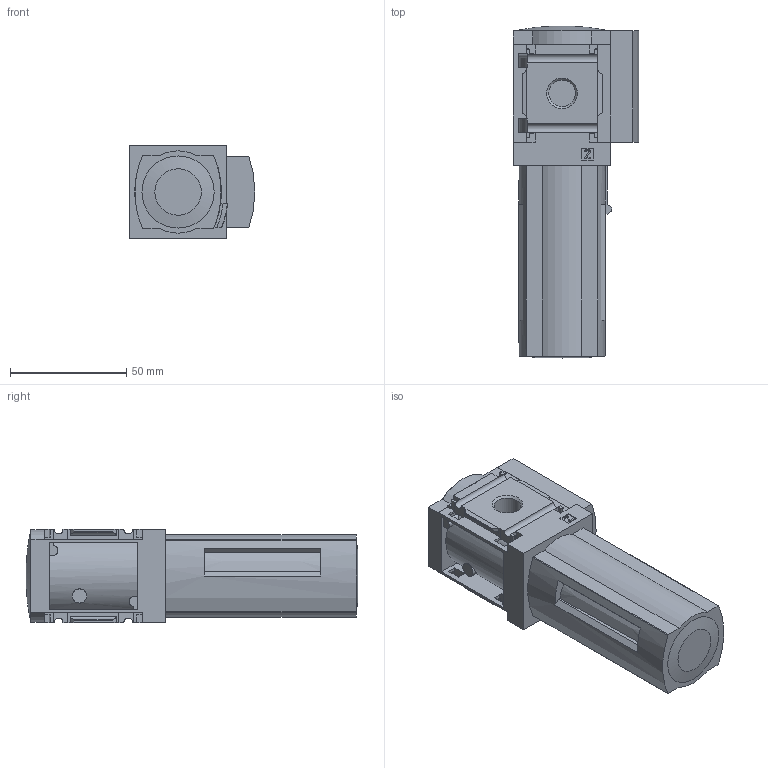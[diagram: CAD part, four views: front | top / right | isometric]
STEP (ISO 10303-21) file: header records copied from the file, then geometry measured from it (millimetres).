
FILE_DESCRIPTION(/* description */ ('STEP AP214'),/* implementation_level */ '2;1');
FILE_NAME(/* name */ '529468_MS4-LFX-1_4-R-Z',/* time_stamp */ '2024-09-09T18:18:09+02:00',/* author */ ('License CC BY-ND 4.0'),/* organization */ ('CADENAS'),/* preprocessor_version */ 'ST-DEVELOPER v19.3',/* originating_system */ 'PARTsolutions',/* authorisation */ ' ');
FILE_SCHEMA (('AUTOMOTIVE_DESIGN {1 0 10303 214 3 1 1}'));
Length unit declared in the file: millimetre
Products named in the file (2): 529468 MS4-LFX-1/4-R-Z; 527699 MS4-LFX-1/4-R-Z-0D
Assembly tree (1 placements, depth 2):
  529468 MS4-LFX-1/4-R-Z
    527699 MS4-LFX-1/4-R-Z-0D
Bounding box: 54 x 142.8 x 40.2 mm (x, y, z)
Volume: 191917.6 mm3; surface area: 28516.8 mm2
Topology: 1 solids, 1 shells, 248 faces, 696 edges, 458 vertices
Faces by surface type: plane 184, cylinder 52, cone 8, torus 3, sphere 1
Full cylindrical faces by diameter (mm): 6.1 x1, 11.445 x2
Entity records: 9704 total; most frequent: CARTESIAN_POINT 1458, ORIENTED_EDGE 1372, DIRECTION 1302, EDGE_CURVE 686, LINE 540, VECTOR 540, VERTEX_POINT 457, AXIS2_PLACEMENT_3D 381
